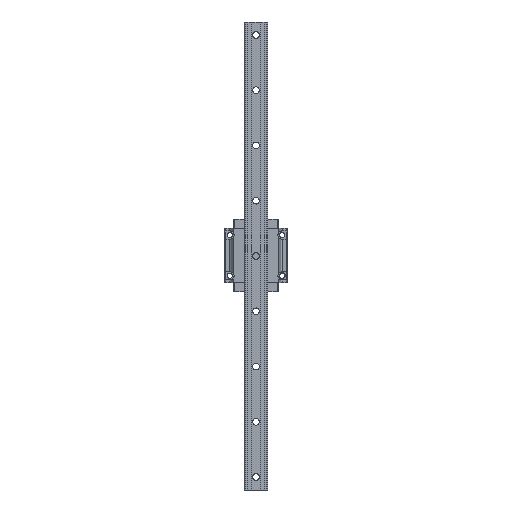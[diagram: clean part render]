
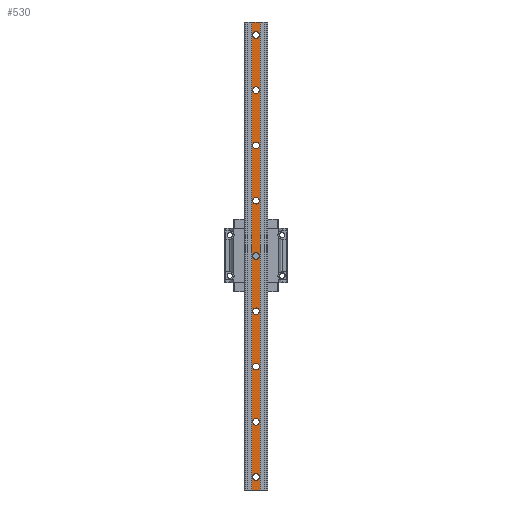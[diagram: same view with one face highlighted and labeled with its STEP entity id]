
A CAD part, front view. The second image highlights one B-rep face of the part: STEP entity #530.
In plain terms, the highlighted planar face has unit normal (0, -1, 0).
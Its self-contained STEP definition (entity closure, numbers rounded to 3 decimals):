
#145=FACE_BOUND('',#1042,.T.);
#146=FACE_BOUND('',#1043,.T.);
#147=FACE_BOUND('',#1044,.T.);
#148=FACE_BOUND('',#1045,.T.);
#149=FACE_BOUND('',#1046,.T.);
#150=FACE_BOUND('',#1047,.T.);
#151=FACE_BOUND('',#1048,.T.);
#152=FACE_BOUND('',#1049,.T.);
#153=FACE_BOUND('',#1050,.T.);
#154=FACE_BOUND('',#1051,.T.);
#386=B_SPLINE_CURVE_WITH_KNOTS('',3,(#12362,#12363,#12364,#12365),.UNSPECIFIED.,
 .F.,.F.,(4,4),(0.,1.),.UNSPECIFIED.);
#387=B_SPLINE_CURVE_WITH_KNOTS('',3,(#12369,#12370,#12371,#12372),.UNSPECIFIED.,
 .F.,.F.,(4,4),(0.,1.),.UNSPECIFIED.);
#530=ADVANCED_FACE('',(#145,#146,#147,#148,#149,#150,#151,#152,#153,#154),
#691,.T.);
#691=PLANE('',#4098);
#1042=EDGE_LOOP('',(#2056));
#1043=EDGE_LOOP('',(#2057));
#1044=EDGE_LOOP('',(#2058));
#1045=EDGE_LOOP('',(#2059));
#1046=EDGE_LOOP('',(#2060));
#1047=EDGE_LOOP('',(#2061));
#1048=EDGE_LOOP('',(#2062));
#1049=EDGE_LOOP('',(#2063));
#1050=EDGE_LOOP('',(#2064));
#1051=EDGE_LOOP('',(#2065,#2066,#2067,#2068));
#1236=CIRCLE('',#4089,9.);
#1237=CIRCLE('',#4090,9.);
#1238=CIRCLE('',#4091,9.);
#1239=CIRCLE('',#4092,9.);
#1240=CIRCLE('',#4093,9.);
#1241=CIRCLE('',#4094,9.);
#1242=CIRCLE('',#4095,9.);
#1243=CIRCLE('',#4096,9.);
#1244=CIRCLE('',#4097,9.);
#2056=ORIENTED_EDGE('',*,*,#3134,.F.);
#2057=ORIENTED_EDGE('',*,*,#3135,.F.);
#2058=ORIENTED_EDGE('',*,*,#3136,.F.);
#2059=ORIENTED_EDGE('',*,*,#3137,.F.);
#2060=ORIENTED_EDGE('',*,*,#3138,.F.);
#2061=ORIENTED_EDGE('',*,*,#3139,.F.);
#2062=ORIENTED_EDGE('',*,*,#3140,.F.);
#2063=ORIENTED_EDGE('',*,*,#3141,.F.);
#2064=ORIENTED_EDGE('',*,*,#3142,.F.);
#2065=ORIENTED_EDGE('',*,*,#3143,.F.);
#2066=ORIENTED_EDGE('',*,*,#3144,.F.);
#2067=ORIENTED_EDGE('',*,*,#3145,.T.);
#2068=ORIENTED_EDGE('',*,*,#3146,.T.);
#2640=VERTEX_POINT('',#12342);
#2641=VERTEX_POINT('',#12344);
#2642=VERTEX_POINT('',#12346);
#2643=VERTEX_POINT('',#12348);
#2644=VERTEX_POINT('',#12350);
#2645=VERTEX_POINT('',#12352);
#2646=VERTEX_POINT('',#12354);
#2647=VERTEX_POINT('',#12356);
#2648=VERTEX_POINT('',#12358);
#2649=VERTEX_POINT('',#12360);
#2650=VERTEX_POINT('',#12361);
#2651=VERTEX_POINT('',#12366);
#2652=VERTEX_POINT('',#12368);
#3134=EDGE_CURVE('',#2640,#2640,#1236,.T.);
#3135=EDGE_CURVE('',#2641,#2641,#1237,.T.);
#3136=EDGE_CURVE('',#2642,#2642,#1238,.T.);
#3137=EDGE_CURVE('',#2643,#2643,#1239,.T.);
#3138=EDGE_CURVE('',#2644,#2644,#1240,.T.);
#3139=EDGE_CURVE('',#2645,#2645,#1241,.T.);
#3140=EDGE_CURVE('',#2646,#2646,#1242,.T.);
#3141=EDGE_CURVE('',#2647,#2647,#1243,.T.);
#3142=EDGE_CURVE('',#2648,#2648,#1244,.T.);
#3143=EDGE_CURVE('',#2649,#2650,#3509,.T.);
#3144=EDGE_CURVE('',#2651,#2649,#386,.T.);
#3145=EDGE_CURVE('',#2651,#2652,#3510,.T.);
#3146=EDGE_CURVE('',#2652,#2650,#387,.T.);
#3509=LINE('',#12359,#3796);
#3510=LINE('',#12367,#3797);
#3796=VECTOR('',#4893,1.);
#3797=VECTOR('',#4894,1.);
#4089=AXIS2_PLACEMENT_3D('',#12341,#4875,#4876);
#4090=AXIS2_PLACEMENT_3D('',#12343,#4877,#4878);
#4091=AXIS2_PLACEMENT_3D('',#12345,#4879,#4880);
#4092=AXIS2_PLACEMENT_3D('',#12347,#4881,#4882);
#4093=AXIS2_PLACEMENT_3D('',#12349,#4883,#4884);
#4094=AXIS2_PLACEMENT_3D('',#12351,#4885,#4886);
#4095=AXIS2_PLACEMENT_3D('',#12353,#4887,#4888);
#4096=AXIS2_PLACEMENT_3D('',#12355,#4889,#4890);
#4097=AXIS2_PLACEMENT_3D('',#12357,#4891,#4892);
#4098=AXIS2_PLACEMENT_3D('',#12373,#4895,#4896);
#4875=DIRECTION('',(0.,-1.,0.));
#4876=DIRECTION('',(0.,0.,-1.));
#4877=DIRECTION('',(0.,-1.,0.));
#4878=DIRECTION('',(0.,0.,-1.));
#4879=DIRECTION('',(0.,-1.,0.));
#4880=DIRECTION('',(0.,0.,-1.));
#4881=DIRECTION('',(0.,-1.,0.));
#4882=DIRECTION('',(0.,0.,-1.));
#4883=DIRECTION('',(0.,-1.,0.));
#4884=DIRECTION('',(0.,0.,-1.));
#4885=DIRECTION('',(0.,-1.,0.));
#4886=DIRECTION('',(0.,0.,-1.));
#4887=DIRECTION('',(0.,-1.,0.));
#4888=DIRECTION('',(0.,0.,-1.));
#4889=DIRECTION('',(0.,-1.,0.));
#4890=DIRECTION('',(0.,0.,-1.));
#4891=DIRECTION('',(0.,-1.,0.));
#4892=DIRECTION('',(0.,0.,-1.));
#4893=DIRECTION('',(1.,0.,0.));
#4894=DIRECTION('',(1.,0.,0.));
#4895=DIRECTION('',(0.,-1.,0.));
#4896=DIRECTION('',(0.,0.,-1.));
#12341=CARTESIAN_POINT('',(0.,-43.,-528.));
#12342=CARTESIAN_POINT('',(0.,-43.,-537.));
#12343=CARTESIAN_POINT('',(0.,-43.,-378.));
#12344=CARTESIAN_POINT('',(0.,-43.,-387.));
#12345=CARTESIAN_POINT('',(0.,-43.,-228.));
#12346=CARTESIAN_POINT('',(0.,-43.,-237.));
#12347=CARTESIAN_POINT('',(0.,-43.,-78.));
#12348=CARTESIAN_POINT('',(0.,-43.,-87.));
#12349=CARTESIAN_POINT('',(0.,-43.,72.));
#12350=CARTESIAN_POINT('',(0.,-43.,63.));
#12351=CARTESIAN_POINT('',(0.,-43.,222.));
#12352=CARTESIAN_POINT('',(0.,-43.,213.));
#12353=CARTESIAN_POINT('',(0.,-43.,372.));
#12354=CARTESIAN_POINT('',(0.,-43.,363.));
#12355=CARTESIAN_POINT('',(0.,-43.,522.));
#12356=CARTESIAN_POINT('',(0.,-43.,513.));
#12357=CARTESIAN_POINT('',(0.,-43.,672.));
#12358=CARTESIAN_POINT('',(0.,-43.,663.));
#12359=CARTESIAN_POINT('',(-11.422,-43.,707.));
#12360=CARTESIAN_POINT('',(-11.422,-43.,707.));
#12361=CARTESIAN_POINT('',(11.423,-43.,707.));
#12362=CARTESIAN_POINT('',(-11.422,-43.,-563.));
#12363=CARTESIAN_POINT('',(-11.422,-43.,-139.667));
#12364=CARTESIAN_POINT('',(-11.422,-43.,283.667));
#12365=CARTESIAN_POINT('',(-11.422,-43.,707.));
#12366=CARTESIAN_POINT('',(-11.422,-43.,-563.));
#12367=CARTESIAN_POINT('',(-11.422,-43.,-563.));
#12368=CARTESIAN_POINT('',(11.423,-43.,-563.));
#12369=CARTESIAN_POINT('',(11.423,-43.,-563.));
#12370=CARTESIAN_POINT('',(11.423,-43.,-139.667));
#12371=CARTESIAN_POINT('',(11.423,-43.,283.667));
#12372=CARTESIAN_POINT('',(11.423,-43.,707.));
#12373=CARTESIAN_POINT('',(-11.422,-43.,-103.));
